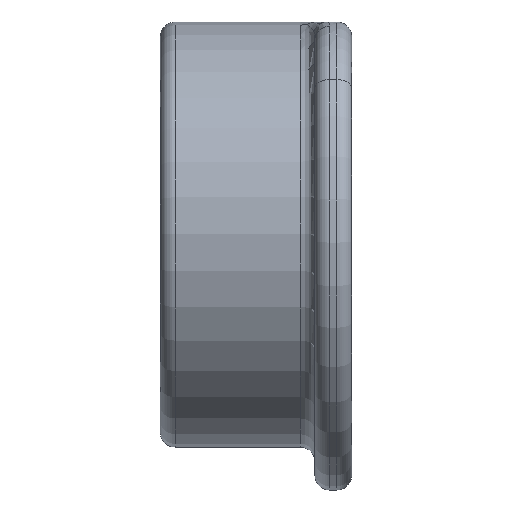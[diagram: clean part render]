
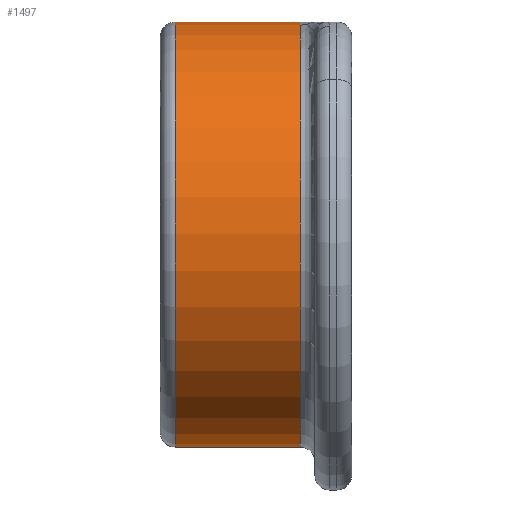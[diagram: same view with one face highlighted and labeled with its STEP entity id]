
A CAD part, top view. The second image highlights one B-rep face of the part: STEP entity #1497.
In plain terms, the highlighted cylindrical face has radius 14.5 mm (diameter 29 mm), a full revolution.
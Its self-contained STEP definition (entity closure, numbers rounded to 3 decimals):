
#18=CYLINDRICAL_SURFACE('',#1580,14.5);
#49=CIRCLE('',#1562,14.5);
#57=CIRCLE('',#1579,14.5);
#69=FACE_BOUND('',#291,.T.);
#195=FACE_OUTER_BOUND('',#290,.T.);
#290=EDGE_LOOP('',(#1367));
#291=EDGE_LOOP('',(#1368));
#712=VERTEX_POINT('',#2812);
#729=VERTEX_POINT('',#2981);
#935=EDGE_CURVE('',#712,#712,#49,.T.);
#945=EDGE_CURVE('',#729,#729,#57,.T.);
#1367=ORIENTED_EDGE('',*,*,#935,.F.);
#1368=ORIENTED_EDGE('',*,*,#945,.T.);
#1497=ADVANCED_FACE('',(#195,#69),#18,.T.);
#1562=AXIS2_PLACEMENT_3D('',#2959,#1796,#1797);
#1579=AXIS2_PLACEMENT_3D('',#2982,#1832,#1833);
#1580=AXIS2_PLACEMENT_3D('',#2983,#1834,#1835);
#1796=DIRECTION('center_axis',(1.,0.,0.));
#1797=DIRECTION('ref_axis',(0.,0.,-1.));
#1832=DIRECTION('center_axis',(1.,0.,0.));
#1833=DIRECTION('ref_axis',(0.,0.,-1.));
#1834=DIRECTION('center_axis',(1.,0.,0.));
#1835=DIRECTION('ref_axis',(0.,1.,0.));
#2812=CARTESIAN_POINT('',(-3.5,14.5,0.));
#2959=CARTESIAN_POINT('Origin',(-3.5,0.,0.));
#2981=CARTESIAN_POINT('',(-12.05,14.5,0.));
#2982=CARTESIAN_POINT('Origin',(-12.05,0.,0.));
#2983=CARTESIAN_POINT('Origin',(-7.775,0.,0.));
